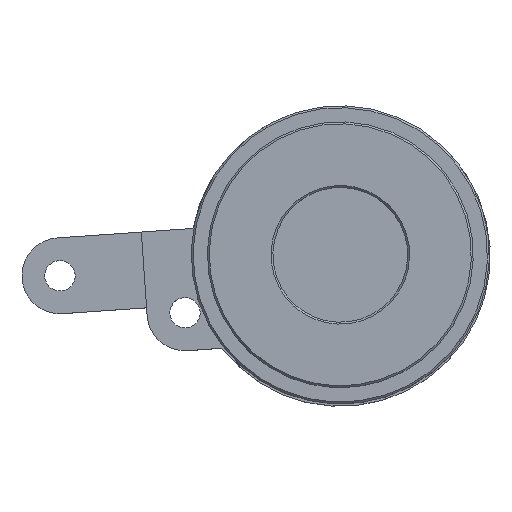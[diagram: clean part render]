
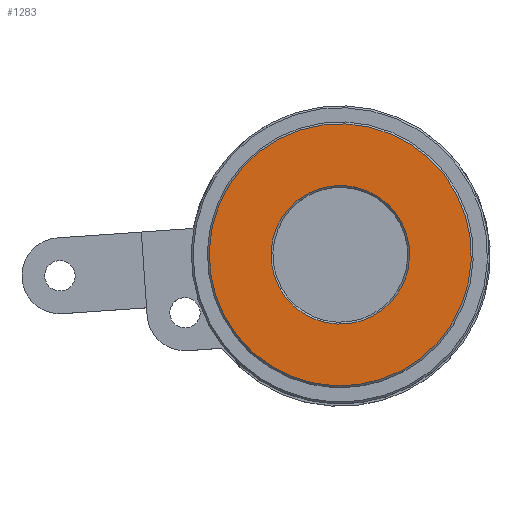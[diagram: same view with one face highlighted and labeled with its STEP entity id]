
A CAD part, top view. The second image highlights one B-rep face of the part: STEP entity #1283.
In plain terms, the highlighted face is planar.
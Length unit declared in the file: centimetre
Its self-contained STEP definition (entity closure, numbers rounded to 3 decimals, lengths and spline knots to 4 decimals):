
#498=PLANE('',#1359);
#543=VERTEX_POINT('',#1502);
#544=VERTEX_POINT('',#1505);
#628=CIRCLE('',#1358,1.825);
#629=CIRCLE('',#1360,3.45);
#696=EDGE_CURVE('',#543,#543,#628,.T.);
#697=EDGE_CURVE('',#544,#544,#629,.T.);
#809=ORIENTED_EDGE('',*,*,#697,.F.);
#810=ORIENTED_EDGE('',*,*,#696,.F.);
#1029=EDGE_LOOP('',(#809));
#1030=EDGE_LOOP('',(#810));
#1157=FACE_BOUND('',#1029,.T.);
#1158=FACE_BOUND('',#1030,.T.);
#1283=ADVANCED_FACE('',(#1157,#1158),#498,.F.);
#1358=AXIS2_PLACEMENT_3D('',#1501,#6441,#6442);
#1359=AXIS2_PLACEMENT_3D('',#1503,#6443,$);
#1360=AXIS2_PLACEMENT_3D('',#1504,#6444,#6445);
#1501=CARTESIAN_POINT('',(0.,0.,0.));
#1502=CARTESIAN_POINT('',(-1.825,0.,0.));
#1503=CARTESIAN_POINT('',(0.,0.,0.));
#1504=CARTESIAN_POINT('',(0.,0.,0.));
#1505=CARTESIAN_POINT('',(3.45,0.,0.));
#6441=DIRECTION('',(0.,0.,-1.));
#6442=DIRECTION('',(1.825,0.,0.));
#6443=DIRECTION('',(0.,0.,1.));
#6444=DIRECTION('',(0.,0.,1.));
#6445=DIRECTION('',(-3.45,0.,0.));
